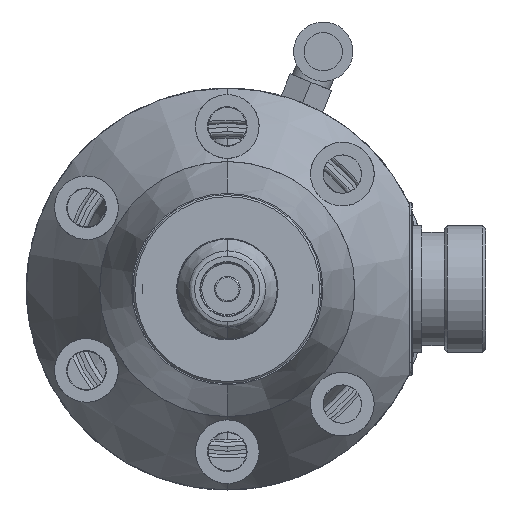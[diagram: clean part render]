
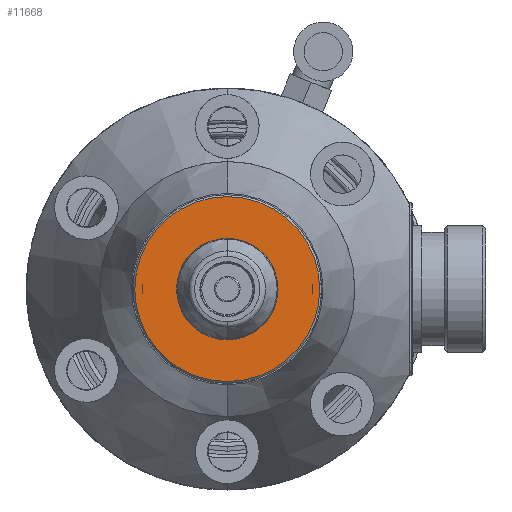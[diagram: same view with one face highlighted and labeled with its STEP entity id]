
A CAD part, left-side view. The second image highlights one B-rep face of the part: STEP entity #11668.
In plain terms, the highlighted planar face has unit normal (1, 0, 0).
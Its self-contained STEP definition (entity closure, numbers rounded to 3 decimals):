
#110 = CARTESIAN_POINT ( 'NONE',  ( 12.5, 0., 0. ) ) ;
#154 = CARTESIAN_POINT ( 'NONE',  ( 12.5, 0., 0. ) ) ;
#850 = ORIENTED_EDGE ( 'NONE', *, *, #7831, .T. ) ;
#856 = CARTESIAN_POINT ( 'NONE',  ( 12.5, 0., -7. ) ) ;
#963 = CARTESIAN_POINT ( 'NONE',  ( 12.5, 0., 7. ) ) ;
#1395 = DIRECTION ( 'NONE',  ( 1., 0., 0. ) ) ;
#1813 = FACE_BOUND ( 'NONE', #14103, .T. ) ;
#1960 = DIRECTION ( 'NONE',  ( 0., 0., -1. ) ) ;
#2000 = DIRECTION ( 'NONE',  ( 0., 0., -1. ) ) ;
#2351 = VERTEX_POINT ( 'NONE', #14857 ) ;
#3610 = ORIENTED_EDGE ( 'NONE', *, *, #13370, .T. ) ;
#3796 = CIRCLE ( 'NONE', #20565, 7. ) ;
#4566 = DIRECTION ( 'NONE',  ( -1., 0., 0. ) ) ;
#4936 = AXIS2_PLACEMENT_3D ( 'NONE', #154, #13043, #2000 ) ;
#5043 = CARTESIAN_POINT ( 'NONE',  ( 12.5, 7., 0. ) ) ;
#5404 = VERTEX_POINT ( 'NONE', #856 ) ;
#5514 = ORIENTED_EDGE ( 'NONE', *, *, #15052, .T. ) ;
#6886 = PLANE ( 'NONE',  #8788 ) ;
#6961 = VERTEX_POINT ( 'NONE', #15069 ) ;
#7249 = AXIS2_PLACEMENT_3D ( 'NONE', #15597, #4566, #17469 ) ;
#7831 = EDGE_CURVE ( 'NONE', #5404, #18287, #3796, .T. ) ;
#8188 = CIRCLE ( 'NONE', #13741, 14.5 ) ;
#8191 = DIRECTION ( 'NONE',  ( -1., 0., 0. ) ) ;
#8788 = AXIS2_PLACEMENT_3D ( 'NONE', #5043, #1395, #14302 ) ;
#11663 = CIRCLE ( 'NONE', #7249, 7. ) ;
#11668 = ADVANCED_FACE ( 'NONE', ( #1813, #14805 ), #6886, .T. ) ;
#11839 = EDGE_CURVE ( 'NONE', #2351, #6961, #8188, .T. ) ;
#12996 = DIRECTION ( 'NONE',  ( 1., 0., 0. ) ) ;
#13043 = DIRECTION ( 'NONE',  ( 1., 0., 0. ) ) ;
#13370 = EDGE_CURVE ( 'NONE', #6961, #2351, #16802, .T. ) ;
#13741 = AXIS2_PLACEMENT_3D ( 'NONE', #110, #12996, #1960 ) ;
#14103 = EDGE_LOOP ( 'NONE', ( #5514, #850 ) ) ;
#14302 = DIRECTION ( 'NONE',  ( 0., 0., -1. ) ) ;
#14354 = ORIENTED_EDGE ( 'NONE', *, *, #11839, .T. ) ;
#14805 = FACE_OUTER_BOUND ( 'NONE', #21368, .T. ) ;
#14857 = CARTESIAN_POINT ( 'NONE',  ( 12.5, 0., 14.5 ) ) ;
#15052 = EDGE_CURVE ( 'NONE', #18287, #5404, #11663, .T. ) ;
#15069 = CARTESIAN_POINT ( 'NONE',  ( 12.5, 0., -14.5 ) ) ;
#15597 = CARTESIAN_POINT ( 'NONE',  ( 12.5, 0., 0. ) ) ;
#16802 = CIRCLE ( 'NONE', #4936, 14.5 ) ;
#17469 = DIRECTION ( 'NONE',  ( 0., 0., 1. ) ) ;
#18287 = VERTEX_POINT ( 'NONE', #963 ) ;
#19214 = CARTESIAN_POINT ( 'NONE',  ( 12.5, 0., 0. ) ) ;
#20565 = AXIS2_PLACEMENT_3D ( 'NONE', #19214, #8191, #21071 ) ;
#21071 = DIRECTION ( 'NONE',  ( 0., 0., 1. ) ) ;
#21368 = EDGE_LOOP ( 'NONE', ( #3610, #14354 ) ) ;
